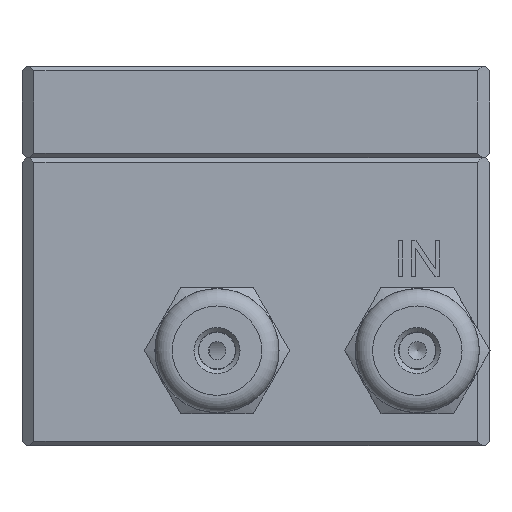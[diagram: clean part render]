
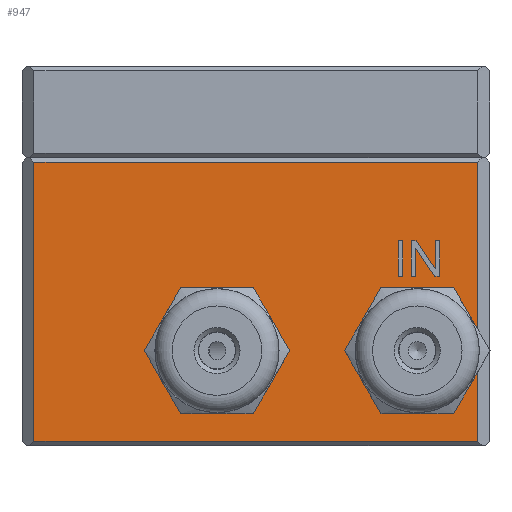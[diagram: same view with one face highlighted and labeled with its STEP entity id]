
A CAD part, front view. The second image highlights one B-rep face of the part: STEP entity #947.
In plain terms, the highlighted planar face has unit normal (0, -1, 0).
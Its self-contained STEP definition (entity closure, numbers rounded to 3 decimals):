
#407=CARTESIAN_POINT('',(1.057,0.0,0.38));
#408=VERTEX_POINT('',#407);
#416=CARTESIAN_POINT('',(1.057,0.0,25.02));
#417=VERTEX_POINT('',#416);
#418=CARTESIAN_POINT('',(1.057,0.0,25.02));
#419=DIRECTION('',(0.0,0.0,-1.0));
#420=VECTOR('',#419,24.64);
#421=LINE('',#418,#420);
#422=EDGE_CURVE('',#417,#408,#421,.T.);
#652=CARTESIAN_POINT('',(40.218,0.0,0.38));
#653=VERTEX_POINT('',#652);
#695=CARTESIAN_POINT('',(40.218,0.0,25.02));
#696=VERTEX_POINT('',#695);
#704=CARTESIAN_POINT('',(40.218,0.0,0.38));
#705=DIRECTION('',(0.0,0.0,1.0));
#706=VECTOR('',#705,24.64);
#707=LINE('',#704,#706);
#708=EDGE_CURVE('',#653,#696,#707,.T.);
#788=CARTESIAN_POINT('',(41.275,0.0,0.0));
#789=DIRECTION('',(0.0,-1.0,0.0));
#790=DIRECTION('',(0.0,0.0,-1.0));
#791=AXIS2_PLACEMENT_3D('',#788,#789,#790);
#792=PLANE('',#791);
#793=CARTESIAN_POINT('',(40.218,0.0,0.38));
#794=DIRECTION('',(-1.0,0.0,0.0));
#795=VECTOR('',#794,39.16);
#796=LINE('',#793,#795);
#797=EDGE_CURVE('',#653,#408,#796,.T.);
#798=ORIENTED_EDGE('',*,*,#797,.F.);
#799=ORIENTED_EDGE('',*,*,#708,.T.);
#800=CARTESIAN_POINT('',(1.057,0.0,25.02));
#801=DIRECTION('',(1.0,0.0,0.0));
#802=VECTOR('',#801,39.16);
#803=LINE('',#800,#802);
#804=EDGE_CURVE('',#417,#696,#803,.T.);
#805=ORIENTED_EDGE('',*,*,#804,.F.);
#806=ORIENTED_EDGE('',*,*,#422,.T.);
#807=EDGE_LOOP('',(#798,#799,#805,#806));
#808=FACE_OUTER_BOUND('',#807,.T.);
#809=CARTESIAN_POINT('',(39.713,0.0,8.382));
#810=VERTEX_POINT('',#809);
#811=CARTESIAN_POINT('',(34.887,0.0,8.382));
#812=DIRECTION('',(0.0,-1.0,0.0));
#813=DIRECTION('',(-1.0,0.0,0.0));
#814=AXIS2_PLACEMENT_3D('',#811,#812,#813);
#815=CIRCLE('',#814,4.826);
#816=EDGE_CURVE('',#810,#810,#815,.T.);
#817=ORIENTED_EDGE('',*,*,#816,.F.);
#818=EDGE_LOOP('',(#817));
#819=FACE_BOUND('',#818,.T.);
#820=CARTESIAN_POINT('',(22.035,0.0,8.382));
#821=VERTEX_POINT('',#820);
#822=CARTESIAN_POINT('',(17.209,0.0,8.382));
#823=DIRECTION('',(0.0,-1.0,0.0));
#824=DIRECTION('',(-1.0,0.0,0.0));
#825=AXIS2_PLACEMENT_3D('',#822,#823,#824);
#826=CIRCLE('',#825,4.826);
#827=EDGE_CURVE('',#821,#821,#826,.T.);
#828=ORIENTED_EDGE('',*,*,#827,.F.);
#829=EDGE_LOOP('',(#828));
#830=FACE_BOUND('',#829,.T.);
#831=CARTESIAN_POINT('',(33.201,0.0,14.926));
#832=VERTEX_POINT('',#831);
#833=CARTESIAN_POINT('',(33.201,0.0,18.096));
#834=VERTEX_POINT('',#833);
#835=CARTESIAN_POINT('',(33.201,0.0,14.926));
#836=DIRECTION('',(0.0,0.0,1.0));
#837=VECTOR('',#836,3.17);
#838=LINE('',#835,#837);
#839=EDGE_CURVE('',#832,#834,#838,.T.);
#840=ORIENTED_EDGE('',*,*,#839,.T.);
#841=CARTESIAN_POINT('',(33.621,0.0,18.096));
#842=VERTEX_POINT('',#841);
#843=CARTESIAN_POINT('',(33.201,0.0,18.096));
#844=DIRECTION('',(1.0,0.0,0.0));
#845=VECTOR('',#844,0.42);
#846=LINE('',#843,#845);
#847=EDGE_CURVE('',#834,#842,#846,.T.);
#848=ORIENTED_EDGE('',*,*,#847,.T.);
#849=CARTESIAN_POINT('',(33.621,0.0,14.926));
#850=VERTEX_POINT('',#849);
#851=CARTESIAN_POINT('',(33.621,0.0,18.096));
#852=DIRECTION('',(0.0,0.0,-1.0));
#853=VECTOR('',#852,3.17);
#854=LINE('',#851,#853);
#855=EDGE_CURVE('',#842,#850,#854,.T.);
#856=ORIENTED_EDGE('',*,*,#855,.T.);
#857=CARTESIAN_POINT('',(33.621,0.0,14.926));
#858=DIRECTION('',(-1.0,0.0,0.0));
#859=VECTOR('',#858,0.42);
#860=LINE('',#857,#859);
#861=EDGE_CURVE('',#850,#832,#860,.T.);
#862=ORIENTED_EDGE('',*,*,#861,.T.);
#863=EDGE_LOOP('',(#840,#848,#856,#862));
#864=FACE_BOUND('',#863,.T.);
#865=CARTESIAN_POINT('',(36.854,0.0,18.096));
#866=VERTEX_POINT('',#865);
#867=CARTESIAN_POINT('',(36.854,0.0,14.926));
#868=VERTEX_POINT('',#867);
#869=CARTESIAN_POINT('',(36.854,0.0,18.096));
#870=DIRECTION('',(0.0,0.0,-1.0));
#871=VECTOR('',#870,3.17);
#872=LINE('',#869,#871);
#873=EDGE_CURVE('',#866,#868,#872,.T.);
#874=ORIENTED_EDGE('',*,*,#873,.T.);
#875=CARTESIAN_POINT('',(36.424,0.0,14.926));
#876=VERTEX_POINT('',#875);
#877=CARTESIAN_POINT('',(36.854,0.0,14.926));
#878=DIRECTION('',(-1.0,0.0,0.0));
#879=VECTOR('',#878,0.43);
#880=LINE('',#877,#879);
#881=EDGE_CURVE('',#868,#876,#880,.T.);
#882=ORIENTED_EDGE('',*,*,#881,.T.);
#883=CARTESIAN_POINT('',(34.757,0.0,17.415));
#884=VERTEX_POINT('',#883);
#885=CARTESIAN_POINT('',(36.424,0.,14.926));
#886=DIRECTION('',(-0.557,0.0,0.831));
#887=VECTOR('',#886,2.995);
#888=LINE('',#885,#887);
#889=EDGE_CURVE('',#876,#884,#888,.T.);
#890=ORIENTED_EDGE('',*,*,#889,.T.);
#891=CARTESIAN_POINT('',(34.757,0.0,14.926));
#892=VERTEX_POINT('',#891);
#893=CARTESIAN_POINT('',(34.757,0.0,17.415));
#894=DIRECTION('',(0.0,0.0,-1.0));
#895=VECTOR('',#894,2.489);
#896=LINE('',#893,#895);
#897=EDGE_CURVE('',#884,#892,#896,.T.);
#898=ORIENTED_EDGE('',*,*,#897,.T.);
#899=CARTESIAN_POINT('',(34.356,0.0,14.926));
#900=VERTEX_POINT('',#899);
#901=CARTESIAN_POINT('',(34.757,0.0,14.926));
#902=DIRECTION('',(-1.0,0.0,0.0));
#903=VECTOR('',#902,0.401);
#904=LINE('',#901,#903);
#905=EDGE_CURVE('',#892,#900,#904,.T.);
#906=ORIENTED_EDGE('',*,*,#905,.T.);
#907=CARTESIAN_POINT('',(34.356,0.0,18.096));
#908=VERTEX_POINT('',#907);
#909=CARTESIAN_POINT('',(34.356,0.0,14.926));
#910=DIRECTION('',(0.0,0.0,1.0));
#911=VECTOR('',#910,3.17);
#912=LINE('',#909,#911);
#913=EDGE_CURVE('',#900,#908,#912,.T.);
#914=ORIENTED_EDGE('',*,*,#913,.T.);
#915=CARTESIAN_POINT('',(34.786,0.0,18.096));
#916=VERTEX_POINT('',#915);
#917=CARTESIAN_POINT('',(34.356,0.0,18.096));
#918=DIRECTION('',(1.0,0.0,0.0));
#919=VECTOR('',#918,0.43);
#920=LINE('',#917,#919);
#921=EDGE_CURVE('',#908,#916,#920,.T.);
#922=ORIENTED_EDGE('',*,*,#921,.T.);
#923=CARTESIAN_POINT('',(36.453,0.0,15.608));
#924=VERTEX_POINT('',#923);
#925=CARTESIAN_POINT('',(34.786,0.,18.096));
#926=DIRECTION('',(0.557,0.0,-0.831));
#927=VECTOR('',#926,2.995);
#928=LINE('',#925,#927);
#929=EDGE_CURVE('',#916,#924,#928,.T.);
#930=ORIENTED_EDGE('',*,*,#929,.T.);
#931=CARTESIAN_POINT('',(36.453,0.0,18.096));
#932=VERTEX_POINT('',#931);
#933=CARTESIAN_POINT('',(36.453,0.0,15.608));
#934=DIRECTION('',(0.0,0.0,1.0));
#935=VECTOR('',#934,2.489);
#936=LINE('',#933,#935);
#937=EDGE_CURVE('',#924,#932,#936,.T.);
#938=ORIENTED_EDGE('',*,*,#937,.T.);
#939=CARTESIAN_POINT('',(36.453,0.0,18.096));
#940=DIRECTION('',(1.0,0.0,0.0));
#941=VECTOR('',#940,0.401);
#942=LINE('',#939,#941);
#943=EDGE_CURVE('',#932,#866,#942,.T.);
#944=ORIENTED_EDGE('',*,*,#943,.T.);
#945=EDGE_LOOP('',(#874,#882,#890,#898,#906,#914,#922,#930,#938,#944));
#946=FACE_BOUND('',#945,.T.);
#947=ADVANCED_FACE('',(#808,#819,#830,#864,#946),#792,.T.);
